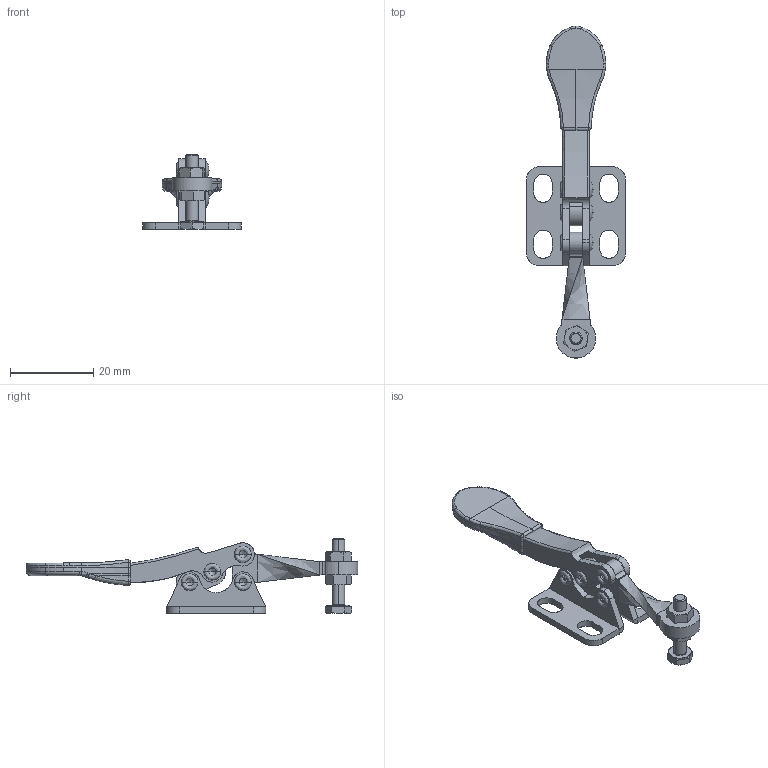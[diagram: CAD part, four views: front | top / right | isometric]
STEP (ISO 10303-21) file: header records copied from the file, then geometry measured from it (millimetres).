
FILE_DESCRIPTION((''),' ');
FILE_NAME('GH-201-a.stp',' ',('stephen'),('BIB design'),' ','ACIS 14.0',' ');
FILE_SCHEMA(('automotive_design'));
Length unit declared in the file: inch
Products named in the file (13): Part_26543; Part_3371; Part_26542; Part_26541; Part_26539; Part_26538; Part_26537; Part_26536; Part_62629; Part_62638; Part_62637; Part_90348; Part_26540
Bounding box: 23.8 x 79.91 x 18 mm (x, y, z)
Volume: 4117.6 mm3; surface area: 5830.7 mm2
Topology: 13 solids, 13 shells, 389 faces, 2407 edges, 2034 vertices
Faces by surface type: bspline 223, revolution 162, plane 4
Entity records: 63327 total; most frequent: CARTESIAN_POINT 19931, PRESENTATION_STYLE_ASSIGNMENT 5153, COLOUR_RGB 5153, STYLED_ITEM 4824, ORIENTED_EDGE 4776, DIRECTION 3516, CURVE_STYLE 2717, EDGE_CURVE 2388
